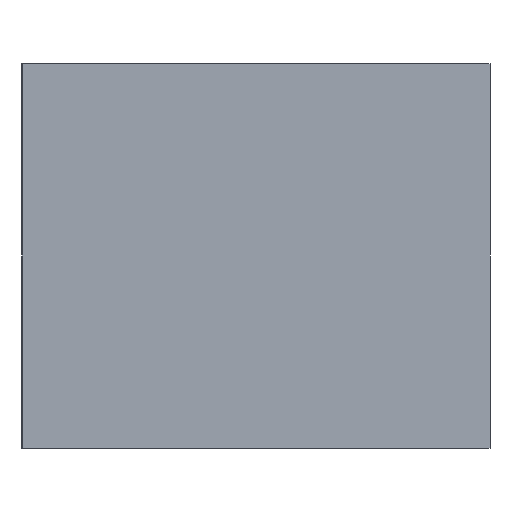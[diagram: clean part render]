
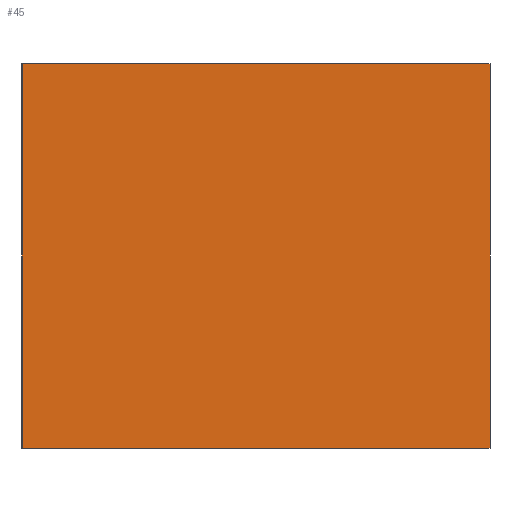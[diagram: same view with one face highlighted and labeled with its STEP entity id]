
A CAD part, front view. The second image highlights one B-rep face of the part: STEP entity #45.
In plain terms, the highlighted planar face has unit normal (0, -1, 0).
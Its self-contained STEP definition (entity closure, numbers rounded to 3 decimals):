
#42=FACE_OUTER_BOUND('',#135,.T.);
#45=ADVANCED_FACE('',(#42),#63,.F.);
#63=PLANE('',#298);
#73=LINE('',#419,#85);
#76=LINE('',#425,#88);
#77=LINE('',#427,#89);
#78=LINE('',#429,#90);
#85=VECTOR('',#336,1.);
#88=VECTOR('',#341,1.);
#89=VECTOR('',#342,1.);
#90=VECTOR('',#343,1.);
#135=EDGE_LOOP('',(#176,#177,#178,#179));
#176=ORIENTED_EDGE('',*,*,#256,.T.);
#177=ORIENTED_EDGE('',*,*,#257,.F.);
#178=ORIENTED_EDGE('',*,*,#258,.F.);
#179=ORIENTED_EDGE('',*,*,#253,.T.);
#229=VERTEX_POINT('',#418);
#230=VERTEX_POINT('',#420);
#232=VERTEX_POINT('',#426);
#233=VERTEX_POINT('',#428);
#253=EDGE_CURVE('',#230,#229,#73,.T.);
#256=EDGE_CURVE('',#229,#232,#76,.T.);
#257=EDGE_CURVE('',#233,#232,#77,.T.);
#258=EDGE_CURVE('',#230,#233,#78,.T.);
#298=AXIS2_PLACEMENT_3D('',#430,#344,#345);
#336=DIRECTION('',(0.,0.,-1.));
#341=DIRECTION('',(1.,0.,0.));
#342=DIRECTION('',(0.,0.,-1.));
#343=DIRECTION('',(1.,0.,0.));
#344=DIRECTION('',(0.,1.,0.));
#345=DIRECTION('',(-1.,0.,0.));
#418=CARTESIAN_POINT('',(0.,0.,0.));
#419=CARTESIAN_POINT('',(0.,0.,12.7));
#420=CARTESIAN_POINT('',(0.,0.,12.7));
#425=CARTESIAN_POINT('',(0.,0.,0.));
#426=CARTESIAN_POINT('',(15.448,0.,0.));
#427=CARTESIAN_POINT('',(15.448,0.,12.7));
#428=CARTESIAN_POINT('',(15.448,0.,12.7));
#429=CARTESIAN_POINT('',(0.,0.,12.7));
#430=CARTESIAN_POINT('',(0.,0.,12.7));
